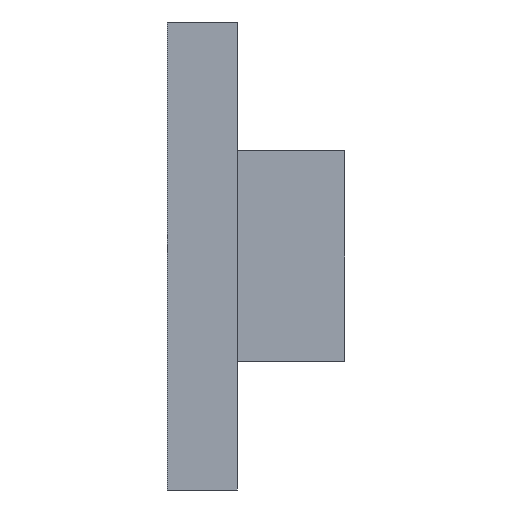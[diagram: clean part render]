
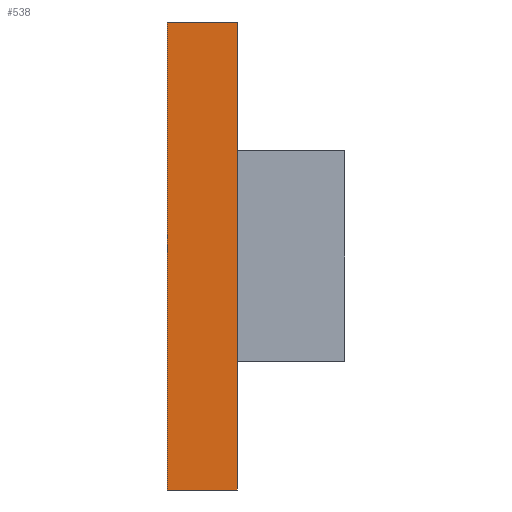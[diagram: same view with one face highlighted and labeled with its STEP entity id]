
A CAD part, left-side view. The second image highlights one B-rep face of the part: STEP entity #538.
In plain terms, the highlighted planar face has unit normal (-1, 0, 0).
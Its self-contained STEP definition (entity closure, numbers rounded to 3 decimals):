
#32 = PLANE('',#33);
#33 = AXIS2_PLACEMENT_3D('',#34,#35,#36);
#34 = CARTESIAN_POINT('',(-59.387,12.5,37.5));
#35 = DIRECTION('',(0.,-1.,0.));
#36 = DIRECTION('',(-1.,0.,0.));
#109 = VERTEX_POINT('',#110);
#110 = CARTESIAN_POINT('',(-99.,12.5,47.5));
#124 = PLANE('',#125);
#125 = AXIS2_PLACEMENT_3D('',#126,#127,#128);
#126 = CARTESIAN_POINT('',(-77.576,11.506,47.5));
#127 = DIRECTION('',(0.,0.,1.));
#128 = DIRECTION('',(0.,1.,0.));
#136 = EDGE_CURVE('',#137,#109,#139,.T.);
#137 = VERTEX_POINT('',#138);
#138 = CARTESIAN_POINT('',(-99.,12.5,37.5));
#139 = SURFACE_CURVE('',#140,(#144,#151),.PCURVE_S1.);
#140 = LINE('',#141,#142);
#141 = CARTESIAN_POINT('',(-99.,12.5,37.5));
#142 = VECTOR('',#143,1.);
#143 = DIRECTION('',(0.,0.,1.));
#144 = PCURVE('',#32,#145);
#145 = DEFINITIONAL_REPRESENTATION('',(#146),#150);
#146 = LINE('',#147,#148);
#147 = CARTESIAN_POINT('',(39.613,0.));
#148 = VECTOR('',#149,1.);
#149 = DIRECTION('',(0.,-1.));
#150 = ( GEOMETRIC_REPRESENTATION_CONTEXT(2) 
PARAMETRIC_REPRESENTATION_CONTEXT() REPRESENTATION_CONTEXT('2D SPACE',''
  ) );
#151 = PCURVE('',#152,#157);
#152 = PLANE('',#153);
#153 = AXIS2_PLACEMENT_3D('',#154,#155,#156);
#154 = CARTESIAN_POINT('',(-99.,12.5,37.5));
#155 = DIRECTION('',(1.,0.,0.));
#156 = DIRECTION('',(0.,-1.,0.));
#157 = DEFINITIONAL_REPRESENTATION('',(#158),#162);
#158 = LINE('',#159,#160);
#159 = CARTESIAN_POINT('',(0.,0.));
#160 = VECTOR('',#161,1.);
#161 = DIRECTION('',(0.,-1.));
#162 = ( GEOMETRIC_REPRESENTATION_CONTEXT(2) 
PARAMETRIC_REPRESENTATION_CONTEXT() REPRESENTATION_CONTEXT('2D SPACE',''
  ) );
#178 = PLANE('',#179);
#179 = AXIS2_PLACEMENT_3D('',#180,#181,#182);
#180 = CARTESIAN_POINT('',(-77.576,11.506,37.5));
#181 = DIRECTION('',(0.,0.,1.));
#182 = DIRECTION('',(0.,1.,0.));
#462 = EDGE_CURVE('',#137,#463,#465,.T.);
#463 = VERTEX_POINT('',#464);
#464 = CARTESIAN_POINT('',(-99.,11.,37.5));
#465 = SURFACE_CURVE('',#466,(#470,#477),.PCURVE_S1.);
#466 = LINE('',#467,#468);
#467 = CARTESIAN_POINT('',(-99.,12.5,37.5));
#468 = VECTOR('',#469,1.);
#469 = DIRECTION('',(0.,-1.,0.));
#470 = PCURVE('',#178,#471);
#471 = DEFINITIONAL_REPRESENTATION('',(#472),#476);
#472 = LINE('',#473,#474);
#473 = CARTESIAN_POINT('',(0.994,21.424));
#474 = VECTOR('',#475,1.);
#475 = DIRECTION('',(-1.,0.));
#476 = ( GEOMETRIC_REPRESENTATION_CONTEXT(2) 
PARAMETRIC_REPRESENTATION_CONTEXT() REPRESENTATION_CONTEXT('2D SPACE',''
  ) );
#477 = PCURVE('',#152,#478);
#478 = DEFINITIONAL_REPRESENTATION('',(#479),#483);
#479 = LINE('',#480,#481);
#480 = CARTESIAN_POINT('',(0.,0.));
#481 = VECTOR('',#482,1.);
#482 = DIRECTION('',(1.,0.));
#483 = ( GEOMETRIC_REPRESENTATION_CONTEXT(2) 
PARAMETRIC_REPRESENTATION_CONTEXT() REPRESENTATION_CONTEXT('2D SPACE',''
  ) );
#501 = PLANE('',#502);
#502 = AXIS2_PLACEMENT_3D('',#503,#504,#505);
#503 = CARTESIAN_POINT('',(-99.,11.,37.5));
#504 = DIRECTION('',(0.,1.,0.));
#505 = DIRECTION('',(1.,0.,0.));
#538 = ADVANCED_FACE('',(#539),#152,.F.);
#539 = FACE_BOUND('',#540,.F.);
#540 = EDGE_LOOP('',(#541,#542,#565,#586));
#541 = ORIENTED_EDGE('',*,*,#136,.T.);
#542 = ORIENTED_EDGE('',*,*,#543,.T.);
#543 = EDGE_CURVE('',#109,#544,#546,.T.);
#544 = VERTEX_POINT('',#545);
#545 = CARTESIAN_POINT('',(-99.,11.,47.5));
#546 = SURFACE_CURVE('',#547,(#551,#558),.PCURVE_S1.);
#547 = LINE('',#548,#549);
#548 = CARTESIAN_POINT('',(-99.,12.5,47.5));
#549 = VECTOR('',#550,1.);
#550 = DIRECTION('',(0.,-1.,0.));
#551 = PCURVE('',#152,#552);
#552 = DEFINITIONAL_REPRESENTATION('',(#553),#557);
#553 = LINE('',#554,#555);
#554 = CARTESIAN_POINT('',(0.,-10.));
#555 = VECTOR('',#556,1.);
#556 = DIRECTION('',(1.,0.));
#557 = ( GEOMETRIC_REPRESENTATION_CONTEXT(2) 
PARAMETRIC_REPRESENTATION_CONTEXT() REPRESENTATION_CONTEXT('2D SPACE',''
  ) );
#558 = PCURVE('',#124,#559);
#559 = DEFINITIONAL_REPRESENTATION('',(#560),#564);
#560 = LINE('',#561,#562);
#561 = CARTESIAN_POINT('',(0.994,21.424));
#562 = VECTOR('',#563,1.);
#563 = DIRECTION('',(-1.,0.));
#564 = ( GEOMETRIC_REPRESENTATION_CONTEXT(2) 
PARAMETRIC_REPRESENTATION_CONTEXT() REPRESENTATION_CONTEXT('2D SPACE',''
  ) );
#565 = ORIENTED_EDGE('',*,*,#566,.F.);
#566 = EDGE_CURVE('',#463,#544,#567,.T.);
#567 = SURFACE_CURVE('',#568,(#572,#579),.PCURVE_S1.);
#568 = LINE('',#569,#570);
#569 = CARTESIAN_POINT('',(-99.,11.,37.5));
#570 = VECTOR('',#571,1.);
#571 = DIRECTION('',(0.,0.,1.));
#572 = PCURVE('',#152,#573);
#573 = DEFINITIONAL_REPRESENTATION('',(#574),#578);
#574 = LINE('',#575,#576);
#575 = CARTESIAN_POINT('',(1.5,0.));
#576 = VECTOR('',#577,1.);
#577 = DIRECTION('',(0.,-1.));
#578 = ( GEOMETRIC_REPRESENTATION_CONTEXT(2) 
PARAMETRIC_REPRESENTATION_CONTEXT() REPRESENTATION_CONTEXT('2D SPACE',''
  ) );
#579 = PCURVE('',#501,#580);
#580 = DEFINITIONAL_REPRESENTATION('',(#581),#585);
#581 = LINE('',#582,#583);
#582 = CARTESIAN_POINT('',(0.,-0.));
#583 = VECTOR('',#584,1.);
#584 = DIRECTION('',(0.,-1.));
#585 = ( GEOMETRIC_REPRESENTATION_CONTEXT(2) 
PARAMETRIC_REPRESENTATION_CONTEXT() REPRESENTATION_CONTEXT('2D SPACE',''
  ) );
#586 = ORIENTED_EDGE('',*,*,#462,.F.);
